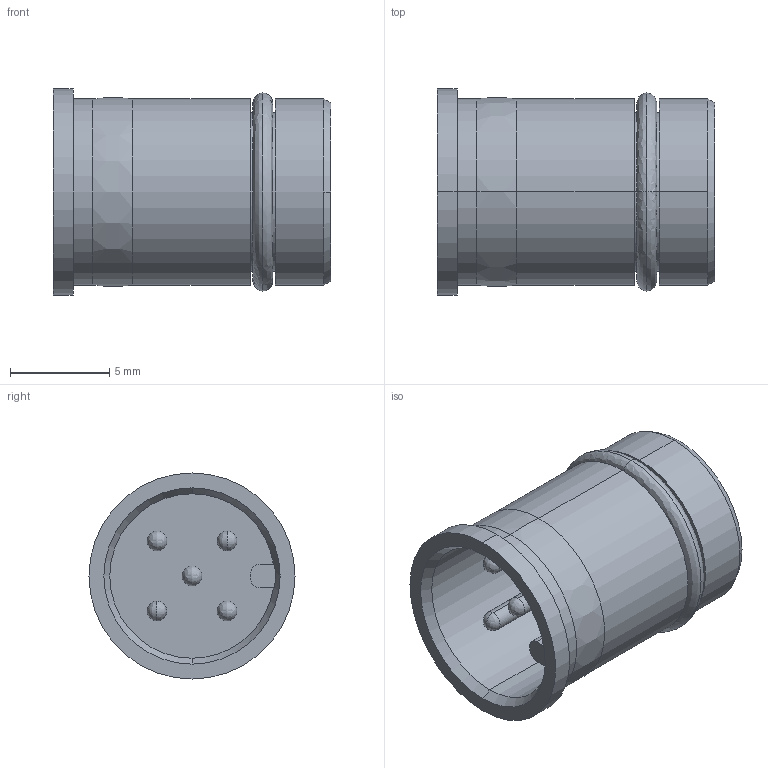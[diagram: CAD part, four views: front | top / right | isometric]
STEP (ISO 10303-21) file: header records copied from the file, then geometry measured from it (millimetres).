
FILE_DESCRIPTION (( 'STEP AP203' ), '1' );
FILE_NAME ('P249.STEP', '2020-03-31T07:04:13', ( 'edpusr' ), ( 'Microsoft' ), 'SwSTEP 2.0', 'SolidWorks 2015', '' );
FILE_SCHEMA (( 'CONFIG_CONTROL_DESIGN' ));
Length unit declared in the file: millimetre
Products named in the file (1): P249
Bounding box: 14 x 10.4 x 10.4 mm (x, y, z)
Volume: 428.7 mm3; surface area: 1162.7 mm2
Topology: 2 solids, 2 shells, 114 faces, 292 edges, 165 vertices
Faces by surface type: cylinder 55, plane 26, cone 20, bspline 13
Entity records: 3651 total; most frequent: CARTESIAN_POINT 994, DIRECTION 553, ORIENTED_EDGE 524, EDGE_CURVE 262, AXIS2_PLACEMENT_3D 218, VERTEX_POINT 165, EDGE_LOOP 129, LINE 117
